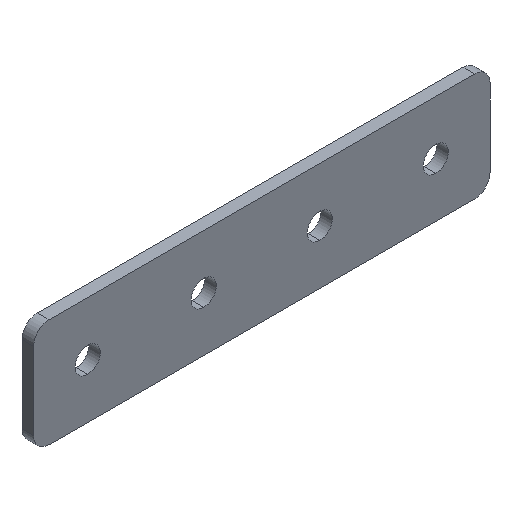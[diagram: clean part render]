
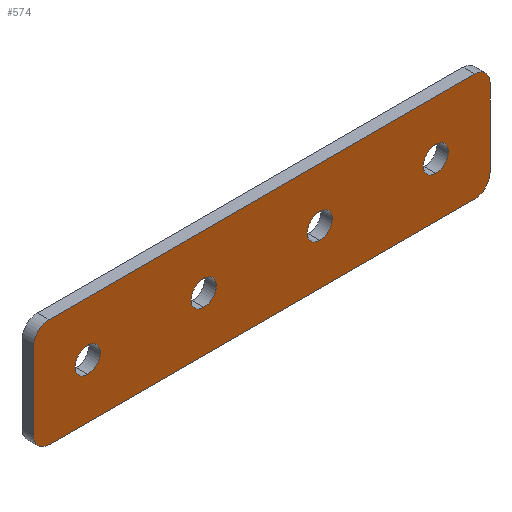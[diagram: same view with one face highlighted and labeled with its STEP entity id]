
A CAD part, isometric view. The second image highlights one B-rep face of the part: STEP entity #574.
In plain terms, the highlighted planar face has unit normal (0, -1, 0).
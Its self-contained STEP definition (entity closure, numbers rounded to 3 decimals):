
#3 = CARTESIAN_POINT ( 'NONE',  ( 45., 0., 0. ) ) ;
#8 = VERTEX_POINT ( 'NONE', #201 ) ;
#9 = CARTESIAN_POINT ( 'NONE',  ( 15., 0., -1.625 ) ) ;
#10 = DIRECTION ( 'NONE',  ( 0., 1., 0. ) ) ;
#13 = FACE_BOUND ( 'NONE', #636, .T. ) ;
#14 = DIRECTION ( 'NONE',  ( 0., 0., 1. ) ) ;
#15 = VERTEX_POINT ( 'NONE', #158 ) ;
#24 = DIRECTION ( 'NONE',  ( 0., 0., 1. ) ) ;
#29 = AXIS2_PLACEMENT_3D ( 'NONE', #416, #309, #312 ) ;
#32 = ORIENTED_EDGE ( 'NONE', *, *, #484, .T. ) ;
#37 = DIRECTION ( 'NONE',  ( 0., 0., 1. ) ) ;
#39 = CARTESIAN_POINT ( 'NONE',  ( 0., 0., 0. ) ) ;
#50 = VERTEX_POINT ( 'NONE', #593 ) ;
#55 = FACE_BOUND ( 'NONE', #200, .T. ) ;
#62 = ORIENTED_EDGE ( 'NONE', *, *, #218, .T. ) ;
#67 = CARTESIAN_POINT ( 'NONE',  ( -7., 0., 5. ) ) ;
#69 = CARTESIAN_POINT ( 'NONE',  ( 0., 0., 0. ) ) ;
#73 = LINE ( 'NONE', #370, #538 ) ;
#76 = EDGE_CURVE ( 'NONE', #117, #411, #110, .T. ) ;
#80 = CIRCLE ( 'NONE', #29, 1.625 ) ;
#82 = CIRCLE ( 'NONE', #237, 1.625 ) ;
#84 = ORIENTED_EDGE ( 'NONE', *, *, #493, .T. ) ;
#94 = CARTESIAN_POINT ( 'NONE',  ( 50., 0., 7. ) ) ;
#95 = CIRCLE ( 'NONE', #184, 1.625 ) ;
#98 = CARTESIAN_POINT ( 'NONE',  ( -5., 0., -5. ) ) ;
#100 = ORIENTED_EDGE ( 'NONE', *, *, #325, .T. ) ;
#102 = EDGE_CURVE ( 'NONE', #584, #411, #359, .T. ) ;
#106 = CIRCLE ( 'NONE', #486, 1.625 ) ;
#109 = DIRECTION ( 'NONE',  ( 0., 0., 1. ) ) ;
#110 = LINE ( 'NONE', #585, #391 ) ;
#112 = CARTESIAN_POINT ( 'NONE',  ( 50., 0., -5. ) ) ;
#113 = EDGE_CURVE ( 'NONE', #523, #191, #193, .T. ) ;
#114 = DIRECTION ( 'NONE',  ( 0., 1., 0. ) ) ;
#117 = VERTEX_POINT ( 'NONE', #342 ) ;
#119 = CARTESIAN_POINT ( 'NONE',  ( 45., 0., 0. ) ) ;
#120 = AXIS2_PLACEMENT_3D ( 'NONE', #334, #199, #150 ) ;
#122 = DIRECTION ( 'NONE',  ( 0., -1., 0. ) ) ;
#134 = EDGE_CURVE ( 'NONE', #15, #246, #597, .T. ) ;
#139 = VERTEX_POINT ( 'NONE', #511 ) ;
#140 = CARTESIAN_POINT ( 'NONE',  ( 7., 0., 7. ) ) ;
#144 = DIRECTION ( 'NONE',  ( 0., 0., -1. ) ) ;
#150 = DIRECTION ( 'NONE',  ( 0., 0., -1. ) ) ;
#156 = CARTESIAN_POINT ( 'NONE',  ( -7., 0., -7. ) ) ;
#158 = CARTESIAN_POINT ( 'NONE',  ( 45., 0., -1.625 ) ) ;
#160 = EDGE_CURVE ( 'NONE', #50, #352, #402, .T. ) ;
#166 = CARTESIAN_POINT ( 'NONE',  ( 30., 0., 0. ) ) ;
#167 = DIRECTION ( 'NONE',  ( 0., 0., 1. ) ) ;
#171 = AXIS2_PLACEMENT_3D ( 'NONE', #69, #558, #563 ) ;
#174 = ORIENTED_EDGE ( 'NONE', *, *, #134, .T. ) ;
#182 = CARTESIAN_POINT ( 'NONE',  ( 0., 0., 1.625 ) ) ;
#184 = AXIS2_PLACEMENT_3D ( 'NONE', #508, #611, #109 ) ;
#185 = ORIENTED_EDGE ( 'NONE', *, *, #598, .T. ) ;
#190 = ORIENTED_EDGE ( 'NONE', *, *, #351, .F. ) ;
#191 = VERTEX_POINT ( 'NONE', #67 ) ;
#193 = CIRCLE ( 'NONE', #120, 2. ) ;
#194 = VECTOR ( 'NONE', #528, 1000. ) ;
#199 = DIRECTION ( 'NONE',  ( 0., -1., 0. ) ) ;
#200 = EDGE_LOOP ( 'NONE', ( #62, #174 ) ) ;
#201 = CARTESIAN_POINT ( 'NONE',  ( 30., 0., 1.625 ) ) ;
#202 = ORIENTED_EDGE ( 'NONE', *, *, #113, .T. ) ;
#207 = ORIENTED_EDGE ( 'NONE', *, *, #227, .T. ) ;
#212 = FACE_OUTER_BOUND ( 'NONE', #279, .T. ) ;
#218 = EDGE_CURVE ( 'NONE', #246, #15, #275, .T. ) ;
#224 = CARTESIAN_POINT ( 'NONE',  ( -7., 0., -5. ) ) ;
#227 = EDGE_CURVE ( 'NONE', #458, #8, #80, .T. ) ;
#229 = AXIS2_PLACEMENT_3D ( 'NONE', #119, #305, #505 ) ;
#231 = DIRECTION ( 'NONE',  ( 0., 1., 0. ) ) ;
#236 = CARTESIAN_POINT ( 'NONE',  ( 15., 0., 0. ) ) ;
#237 = AXIS2_PLACEMENT_3D ( 'NONE', #39, #633, #438 ) ;
#240 = CARTESIAN_POINT ( 'NONE',  ( 30., 0., -1.625 ) ) ;
#246 = VERTEX_POINT ( 'NONE', #354 ) ;
#252 = DIRECTION ( 'NONE',  ( 0., -1., 0. ) ) ;
#258 = AXIS2_PLACEMENT_3D ( 'NONE', #236, #231, #37 ) ;
#262 = FACE_BOUND ( 'NONE', #539, .T. ) ;
#275 = CIRCLE ( 'NONE', #229, 1.625 ) ;
#279 = EDGE_LOOP ( 'NONE', ( #190, #447, #622, #202, #496, #300, #602, #84 ) ) ;
#280 = VERTEX_POINT ( 'NONE', #566 ) ;
#281 = LINE ( 'NONE', #140, #194 ) ;
#292 = DIRECTION ( 'NONE',  ( 0., -1., 0. ) ) ;
#297 = CIRCLE ( 'NONE', #324, 2. ) ;
#300 = ORIENTED_EDGE ( 'NONE', *, *, #102, .T. ) ;
#303 = EDGE_LOOP ( 'NONE', ( #185, #207 ) ) ;
#304 = CARTESIAN_POINT ( 'NONE',  ( -5., 0., 7. ) ) ;
#305 = DIRECTION ( 'NONE',  ( 0., 1., 0. ) ) ;
#309 = DIRECTION ( 'NONE',  ( 0., 1., 0. ) ) ;
#312 = DIRECTION ( 'NONE',  ( 0., 0., 1. ) ) ;
#313 = FACE_BOUND ( 'NONE', #303, .T. ) ;
#324 = AXIS2_PLACEMENT_3D ( 'NONE', #112, #252, #565 ) ;
#325 = EDGE_CURVE ( 'NONE', #430, #507, #536, .T. ) ;
#330 = ORIENTED_EDGE ( 'NONE', *, *, #625, .T. ) ;
#333 = EDGE_CURVE ( 'NONE', #523, #437, #281, .T. ) ;
#334 = CARTESIAN_POINT ( 'NONE',  ( -5., 0., 5. ) ) ;
#336 = AXIS2_PLACEMENT_3D ( 'NONE', #349, #122, #553 ) ;
#341 = CARTESIAN_POINT ( 'NONE',  ( 15., 0., 1.625 ) ) ;
#342 = CARTESIAN_POINT ( 'NONE',  ( 50., 0., -7. ) ) ;
#349 = CARTESIAN_POINT ( 'NONE',  ( 50., 0., 5. ) ) ;
#351 = EDGE_CURVE ( 'NONE', #280, #139, #73, .T. ) ;
#352 = VERTEX_POINT ( 'NONE', #182 ) ;
#354 = CARTESIAN_POINT ( 'NONE',  ( 45., 0., 1.625 ) ) ;
#359 = CIRCLE ( 'NONE', #445, 2. ) ;
#365 = CARTESIAN_POINT ( 'NONE',  ( 0., 0., 0. ) ) ;
#366 = AXIS2_PLACEMENT_3D ( 'NONE', #365, #114, #167 ) ;
#370 = CARTESIAN_POINT ( 'NONE',  ( 52., 0., 7. ) ) ;
#378 = CIRCLE ( 'NONE', #336, 2. ) ;
#391 = VECTOR ( 'NONE', #401, 1000. ) ;
#400 = LINE ( 'NONE', #156, #506 ) ;
#401 = DIRECTION ( 'NONE',  ( -1., 0., 0. ) ) ;
#402 = CIRCLE ( 'NONE', #366, 1.625 ) ;
#405 = PLANE ( 'NONE',  #171 ) ;
#411 = VERTEX_POINT ( 'NONE', #588 ) ;
#416 = CARTESIAN_POINT ( 'NONE',  ( 30., 0., 0. ) ) ;
#430 = VERTEX_POINT ( 'NONE', #341 ) ;
#437 = VERTEX_POINT ( 'NONE', #94 ) ;
#438 = DIRECTION ( 'NONE',  ( 0., 0., 1. ) ) ;
#445 = AXIS2_PLACEMENT_3D ( 'NONE', #98, #292, #144 ) ;
#447 = ORIENTED_EDGE ( 'NONE', *, *, #512, .T. ) ;
#458 = VERTEX_POINT ( 'NONE', #240 ) ;
#467 = DIRECTION ( 'NONE',  ( 0., 1., 0. ) ) ;
#470 = EDGE_CURVE ( 'NONE', #584, #191, #400, .T. ) ;
#484 = EDGE_CURVE ( 'NONE', #352, #50, #82, .T. ) ;
#486 = AXIS2_PLACEMENT_3D ( 'NONE', #166, #467, #24 ) ;
#493 = EDGE_CURVE ( 'NONE', #117, #139, #297, .T. ) ;
#496 = ORIENTED_EDGE ( 'NONE', *, *, #470, .F. ) ;
#505 = DIRECTION ( 'NONE',  ( 0., 0., 1. ) ) ;
#506 = VECTOR ( 'NONE', #532, 1000. ) ;
#507 = VERTEX_POINT ( 'NONE', #9 ) ;
#508 = CARTESIAN_POINT ( 'NONE',  ( 15., 0., 0. ) ) ;
#511 = CARTESIAN_POINT ( 'NONE',  ( 52., 0., -5. ) ) ;
#512 = EDGE_CURVE ( 'NONE', #280, #437, #378, .T. ) ;
#522 = DIRECTION ( 'NONE',  ( 0., 0., -1. ) ) ;
#523 = VERTEX_POINT ( 'NONE', #304 ) ;
#528 = DIRECTION ( 'NONE',  ( 1., 0., 0. ) ) ;
#532 = DIRECTION ( 'NONE',  ( 0., 0., 1. ) ) ;
#536 = CIRCLE ( 'NONE', #258, 1.625 ) ;
#538 = VECTOR ( 'NONE', #522, 1000. ) ;
#539 = EDGE_LOOP ( 'NONE', ( #100, #330 ) ) ;
#553 = DIRECTION ( 'NONE',  ( 0., 0., -1. ) ) ;
#558 = DIRECTION ( 'NONE',  ( 0., -1., 0. ) ) ;
#560 = AXIS2_PLACEMENT_3D ( 'NONE', #3, #10, #14 ) ;
#563 = DIRECTION ( 'NONE',  ( 0., 0., -1. ) ) ;
#565 = DIRECTION ( 'NONE',  ( 0., 0., -1. ) ) ;
#566 = CARTESIAN_POINT ( 'NONE',  ( 52., 0., 5. ) ) ;
#574 = ADVANCED_FACE ( 'NONE', ( #55, #313, #262, #13, #212 ), #405, .T. ) ;
#578 = ORIENTED_EDGE ( 'NONE', *, *, #160, .T. ) ;
#584 = VERTEX_POINT ( 'NONE', #224 ) ;
#585 = CARTESIAN_POINT ( 'NONE',  ( 52., 0., -7. ) ) ;
#588 = CARTESIAN_POINT ( 'NONE',  ( -5., 0., -7. ) ) ;
#593 = CARTESIAN_POINT ( 'NONE',  ( 0., 0., -1.625 ) ) ;
#597 = CIRCLE ( 'NONE', #560, 1.625 ) ;
#598 = EDGE_CURVE ( 'NONE', #8, #458, #106, .T. ) ;
#602 = ORIENTED_EDGE ( 'NONE', *, *, #76, .F. ) ;
#611 = DIRECTION ( 'NONE',  ( 0., 1., 0. ) ) ;
#622 = ORIENTED_EDGE ( 'NONE', *, *, #333, .F. ) ;
#625 = EDGE_CURVE ( 'NONE', #507, #430, #95, .T. ) ;
#633 = DIRECTION ( 'NONE',  ( 0., 1., 0. ) ) ;
#636 = EDGE_LOOP ( 'NONE', ( #32, #578 ) ) ;
